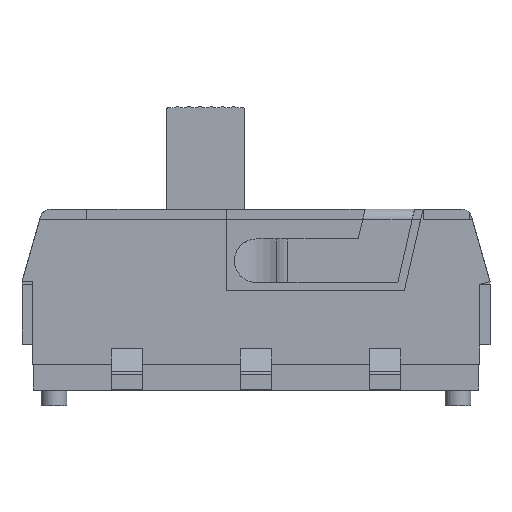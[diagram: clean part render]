
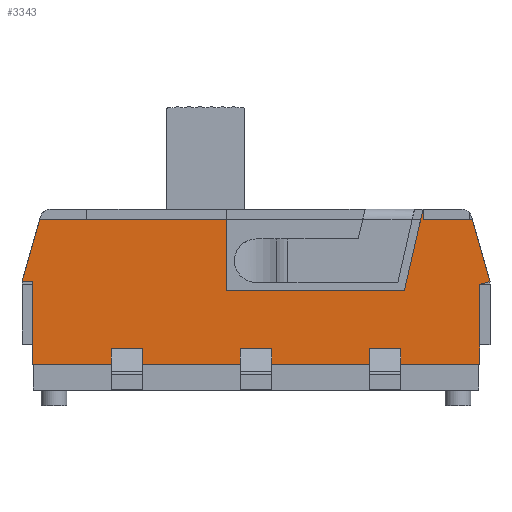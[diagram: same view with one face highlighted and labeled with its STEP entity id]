
A CAD part, top view. The second image highlights one B-rep face of the part: STEP entity #3343.
In plain terms, the highlighted planar face has unit normal (0, 0, 1).
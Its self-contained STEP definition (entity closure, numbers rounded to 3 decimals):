
#62=PLANE('',#3557);
#208=FACE_OUTER_BOUND('',#398,.T.);
#398=EDGE_LOOP('',(#2319,#2320,#2321,#2322,#2323,#2324,#2325,#2326,#2327,
#2328,#2329,#2330,#2331,#2332));
#597=LINE('',#4792,#992);
#603=LINE('',#4804,#998);
#606=LINE('',#4810,#1001);
#607=LINE('',#4812,#1002);
#608=LINE('',#4814,#1003);
#609=LINE('',#4816,#1004);
#610=LINE('',#4818,#1005);
#611=LINE('',#4820,#1006);
#612=LINE('',#4822,#1007);
#613=LINE('',#4824,#1008);
#614=LINE('',#4826,#1009);
#615=LINE('',#4828,#1010);
#616=LINE('',#4830,#1011);
#617=LINE('',#4831,#1012);
#992=VECTOR('',#3841,10.);
#998=VECTOR('',#3851,10.);
#1001=VECTOR('',#3856,10.);
#1002=VECTOR('',#3857,10.);
#1003=VECTOR('',#3858,10.);
#1004=VECTOR('',#3859,10.);
#1005=VECTOR('',#3860,10.);
#1006=VECTOR('',#3861,10.);
#1007=VECTOR('',#3862,10.);
#1008=VECTOR('',#3863,10.);
#1009=VECTOR('',#3864,10.);
#1010=VECTOR('',#3865,10.);
#1011=VECTOR('',#3866,10.);
#1012=VECTOR('',#3867,10.);
#1475=VERTEX_POINT('',#4789);
#1476=VERTEX_POINT('',#4791);
#1480=VERTEX_POINT('',#4803);
#1482=VERTEX_POINT('',#4809);
#1483=VERTEX_POINT('',#4811);
#1484=VERTEX_POINT('',#4813);
#1485=VERTEX_POINT('',#4815);
#1486=VERTEX_POINT('',#4817);
#1487=VERTEX_POINT('',#4819);
#1488=VERTEX_POINT('',#4821);
#1489=VERTEX_POINT('',#4823);
#1490=VERTEX_POINT('',#4825);
#1491=VERTEX_POINT('',#4827);
#1492=VERTEX_POINT('',#4829);
#1809=EDGE_CURVE('',#1476,#1475,#597,.T.);
#1815=EDGE_CURVE('',#1480,#1476,#603,.T.);
#1818=EDGE_CURVE('',#1475,#1482,#606,.T.);
#1819=EDGE_CURVE('',#1483,#1482,#607,.T.);
#1820=EDGE_CURVE('',#1483,#1484,#608,.T.);
#1821=EDGE_CURVE('',#1484,#1485,#609,.T.);
#1822=EDGE_CURVE('',#1485,#1486,#610,.T.);
#1823=EDGE_CURVE('',#1486,#1487,#611,.T.);
#1824=EDGE_CURVE('',#1487,#1488,#612,.T.);
#1825=EDGE_CURVE('',#1488,#1489,#613,.T.);
#1826=EDGE_CURVE('',#1490,#1489,#614,.T.);
#1827=EDGE_CURVE('',#1490,#1491,#615,.T.);
#1828=EDGE_CURVE('',#1491,#1492,#616,.T.);
#1829=EDGE_CURVE('',#1480,#1492,#617,.T.);
#2319=ORIENTED_EDGE('',*,*,#1815,.T.);
#2320=ORIENTED_EDGE('',*,*,#1809,.T.);
#2321=ORIENTED_EDGE('',*,*,#1818,.T.);
#2322=ORIENTED_EDGE('',*,*,#1819,.F.);
#2323=ORIENTED_EDGE('',*,*,#1820,.T.);
#2324=ORIENTED_EDGE('',*,*,#1821,.T.);
#2325=ORIENTED_EDGE('',*,*,#1822,.T.);
#2326=ORIENTED_EDGE('',*,*,#1823,.T.);
#2327=ORIENTED_EDGE('',*,*,#1824,.T.);
#2328=ORIENTED_EDGE('',*,*,#1825,.T.);
#2329=ORIENTED_EDGE('',*,*,#1826,.F.);
#2330=ORIENTED_EDGE('',*,*,#1827,.T.);
#2331=ORIENTED_EDGE('',*,*,#1828,.T.);
#2332=ORIENTED_EDGE('',*,*,#1829,.F.);
#3343=ADVANCED_FACE('',(#208),#62,.T.);
#3557=AXIS2_PLACEMENT_3D('',#4808,#3854,#3855);
#3841=DIRECTION('',(1.,0.,0.));
#3851=DIRECTION('',(0.,1.,0.));
#3854=DIRECTION('center_axis',(0.,0.,1.));
#3855=DIRECTION('ref_axis',(1.,0.,0.));
#3856=DIRECTION('',(0.962,0.275,0.));
#3857=DIRECTION('',(0.275,-0.962,0.));
#3858=DIRECTION('',(-1.,0.,0.));
#3859=DIRECTION('',(0.,1.,0.));
#3860=DIRECTION('',(-0.223,-0.975,0.));
#3861=DIRECTION('',(-1.,0.,0.));
#3862=DIRECTION('',(0.,1.,0.));
#3863=DIRECTION('',(-1.,0.,0.));
#3864=DIRECTION('',(0.275,0.962,0.));
#3865=DIRECTION('',(1.,0.,0.));
#3866=DIRECTION('',(0.,-1.,0.));
#3867=DIRECTION('',(-1.,0.,0.));
#4789=CARTESIAN_POINT('',(4.333,2.045,1.774));
#4791=CARTESIAN_POINT('',(4.325,2.045,1.774));
#4792=CARTESIAN_POINT('',(0.,2.045,1.774));
#4803=CARTESIAN_POINT('',(4.325,0.5,1.774));
#4804=CARTESIAN_POINT('',(4.325,1.25,1.774));
#4808=CARTESIAN_POINT('Origin',(-4.525,0.5,1.774));
#4809=CARTESIAN_POINT('',(4.525,2.1,1.774));
#4810=CARTESIAN_POINT('',(0.13,0.844,1.774));
#4811=CARTESIAN_POINT('',(4.182,3.3,1.774));
#4812=CARTESIAN_POINT('',(4.295,2.906,1.774));
#4813=CARTESIAN_POINT('',(3.23,3.3,1.774));
#4814=CARTESIAN_POINT('',(-2.263,3.3,1.774));
#4815=CARTESIAN_POINT('',(3.23,3.5,1.774));
#4816=CARTESIAN_POINT('',(3.23,2.,1.774));
#4817=CARTESIAN_POINT('',(2.869,1.921,1.774));
#4818=CARTESIAN_POINT('',(2.711,1.232,1.774));
#4819=CARTESIAN_POINT('',(-0.576,1.921,1.774));
#4820=CARTESIAN_POINT('',(-0.828,1.921,1.774));
#4821=CARTESIAN_POINT('',(-0.576,3.3,1.774));
#4822=CARTESIAN_POINT('',(-0.576,1.211,1.774));
#4823=CARTESIAN_POINT('',(-4.182,3.3,1.774));
#4824=CARTESIAN_POINT('',(-2.263,3.3,1.774));
#4825=CARTESIAN_POINT('',(-4.525,2.1,1.774));
#4826=CARTESIAN_POINT('',(-4.636,1.71,1.774));
#4827=CARTESIAN_POINT('',(-4.325,2.1,1.774));
#4828=CARTESIAN_POINT('',(-4.525,2.1,1.774));
#4829=CARTESIAN_POINT('',(-4.325,0.5,1.774));
#4830=CARTESIAN_POINT('',(-4.325,0.9,1.774));
#4831=CARTESIAN_POINT('',(4.525,0.5,1.774));
